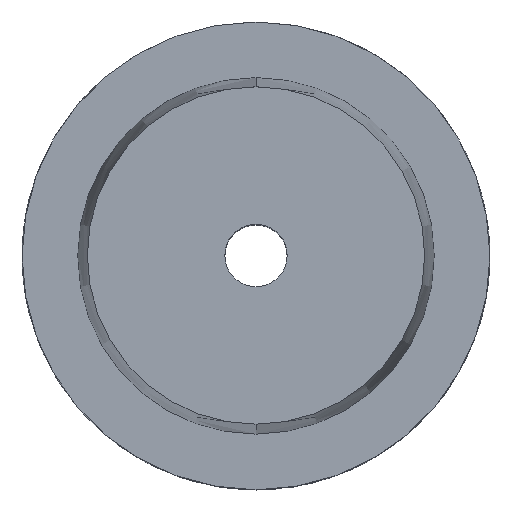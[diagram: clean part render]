
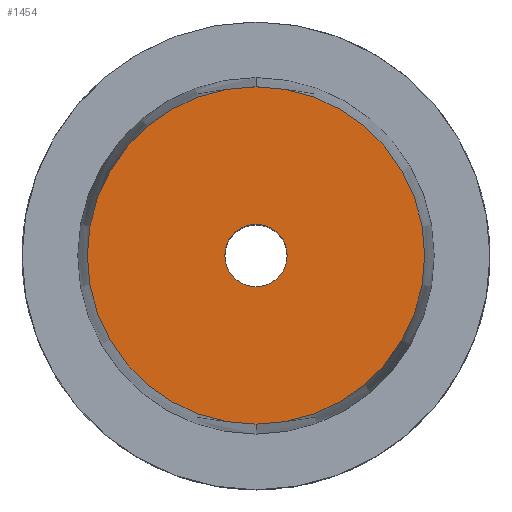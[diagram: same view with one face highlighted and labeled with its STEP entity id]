
A CAD part, top view. The second image highlights one B-rep face of the part: STEP entity #1454.
In plain terms, the highlighted planar face has unit normal (0, 0, 1).
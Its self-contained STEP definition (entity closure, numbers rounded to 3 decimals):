
#155=CARTESIAN_POINT('',(0.,0.,32.));
#156=DIRECTION('',(0.,0.,1.));
#157=DIRECTION('',(0.,1.,0.));
#158=AXIS2_PLACEMENT_3D('',#155,#156,#157);
#163=CARTESIAN_POINT('',(0.,0.,32.));
#164=DIRECTION('',(0.,0.,-1.));
#165=DIRECTION('',(0.,1.,0.));
#166=AXIS2_PLACEMENT_3D('',#163,#164,#165);
#171=CARTESIAN_POINT('',(0.,0.,32.));
#172=DIRECTION('',(0.,0.,-1.));
#173=DIRECTION('',(0.,1.,0.));
#174=AXIS2_PLACEMENT_3D('',#171,#172,#173);
#179=CARTESIAN_POINT('',(0.,0.,32.));
#180=DIRECTION('',(0.,0.,-1.));
#181=DIRECTION('',(0.,-1.,0.));
#182=AXIS2_PLACEMENT_3D('',#179,#180,#181);
#1186=CARTESIAN_POINT('',(0.,4.2,32.));
#1187=CARTESIAN_POINT('',(0.,-4.2,32.));
#1188=VERTEX_POINT('',#1186);
#1189=VERTEX_POINT('',#1187);
#1244=CARTESIAN_POINT('',(0.,22.717,32.));
#1245=VERTEX_POINT('',#1244);
#1246=CARTESIAN_POINT('',(0.,-22.717,32.));
#1247=VERTEX_POINT('',#1246);
#1439=CARTESIAN_POINT('',(0.,0.,32.));
#1440=DIRECTION('',(0.,0.,-1.));
#1441=DIRECTION('',(0.,-1.,0.));
#1442=AXIS2_PLACEMENT_3D('',#1439,#1440,#1441);
#1443=PLANE('',#1442);
#1445=ORIENTED_EDGE('',*,*,#1444,.F.);
#1447=ORIENTED_EDGE('',*,*,#1446,.T.);
#1448=EDGE_LOOP('',(#1445,#1447));
#1449=FACE_OUTER_BOUND('',#1448,.F.);
#1450=ORIENTED_EDGE('',*,*,#1419,.F.);
#1451=ORIENTED_EDGE('',*,*,#1433,.F.);
#1452=EDGE_LOOP('',(#1450,#1451));
#1453=FACE_BOUND('',#1452,.F.);
#159=CIRCLE('',#158,22.717);
#167=CIRCLE('',#166,22.717);
#175=CIRCLE('',#174,4.2);
#183=CIRCLE('',#182,4.2);
#1419=EDGE_CURVE('',#1188,#1189,#175,.T.);
#1433=EDGE_CURVE('',#1189,#1188,#183,.T.);
#1444=EDGE_CURVE('',#1245,#1247,#159,.T.);
#1446=EDGE_CURVE('',#1245,#1247,#167,.T.);
#1454=ADVANCED_FACE('',(#1449,#1453),#1443,.F.);
